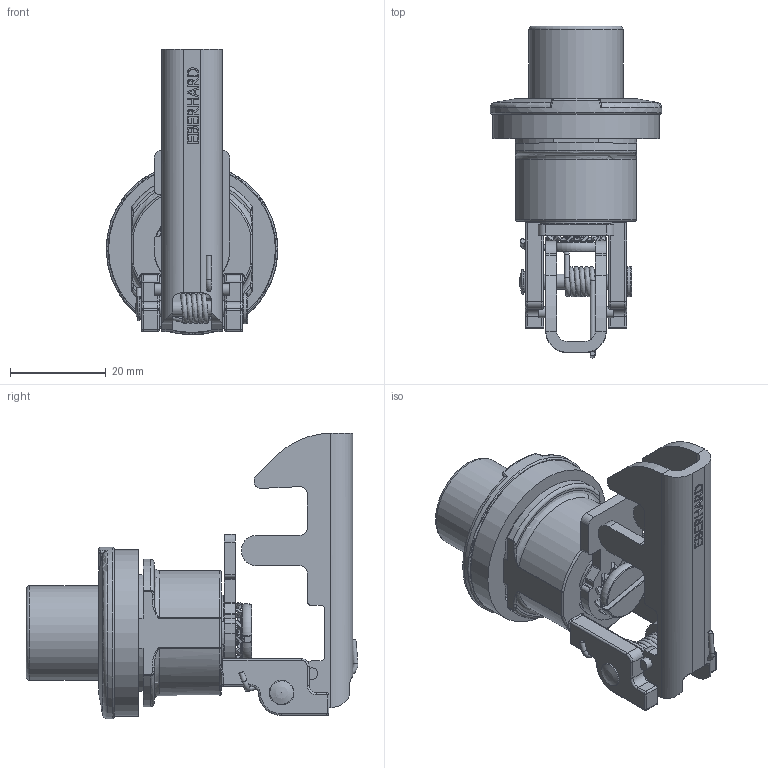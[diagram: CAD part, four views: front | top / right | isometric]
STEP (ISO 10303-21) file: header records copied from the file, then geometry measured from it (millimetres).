
FILE_DESCRIPTION(/* description */ (''),/* implementation_level */ '2;1');
FILE_NAME(/* name */ '685-PK.stp',/* time_stamp */ '2018-04-23T08:23:00-04:00',/* author */ ('fredp'),/* organization */ ('Eberhard Manufacturing Company'),/* preprocessor_version */ 'ST-DEVELOPER v16.5',/* originating_system */ 'Autodesk Inventor 2017',/* authorisation */ '');
FILE_SCHEMA (('AUTOMOTIVE_DESIGN { 1 0 10303 214 3 1 1 }'));
Length unit declared in the file: inch
Products named in the file (1): 685-PK
Bounding box: 35.92 x 69.48 x 59.82 mm (x, y, z)
Volume: 13553.6 mm3; surface area: 25143.6 mm2
Topology: 8 solids, 10 shells, 1239 faces, 3318 edges, 2153 vertices
Faces by surface type: plane 661, cylinder 256, bspline 231, torus 69, sphere 12, cone 10
Full cylindrical faces by diameter (mm): 1.067 x5, 1.753 x2, 2.388 x2, 3.15 x1, 3.302 x4, 5.182 x1, 5.359 x1, 6.35 x2, 6.629 x1, 9.271 x1, 12.662 x2, 12.878 x1, 15.812 x1, 16.637 x1, 16.954 x1, 19.113 x1, 19.748 x1, 20.066 x1, 22.098 x1, 23.012 x1, 31.75 x1, 34.925 x2, 35.306 x1, 35.916 x1
Entity records: 42098 total; most frequent: CARTESIAN_POINT 12349, ORIENTED_EDGE 6448, DIRECTION 5576, EDGE_CURVE 3220, VERTEX_POINT 2126, LINE 2060, VECTOR 2060, AXIS2_PLACEMENT_3D 1758
